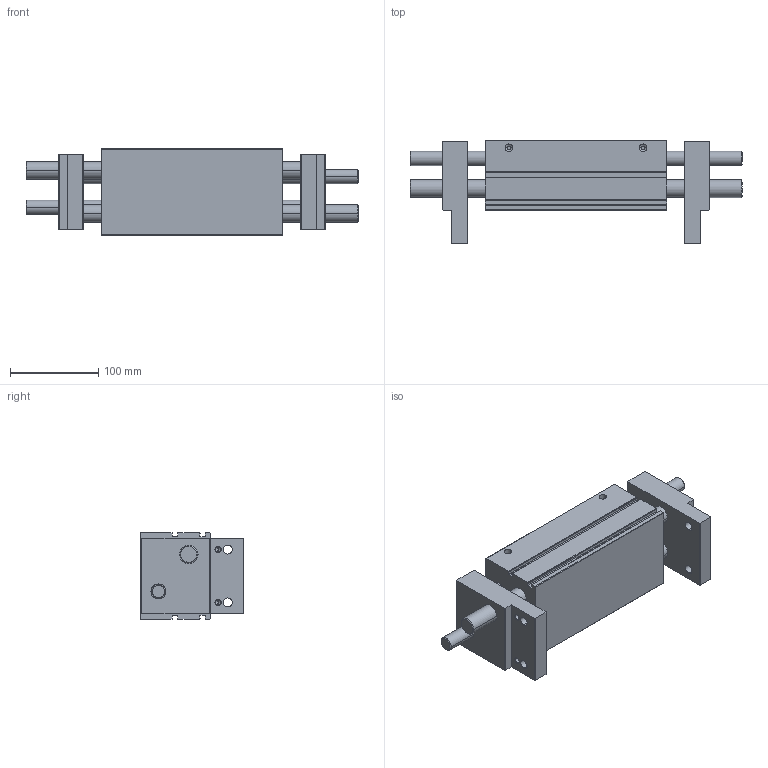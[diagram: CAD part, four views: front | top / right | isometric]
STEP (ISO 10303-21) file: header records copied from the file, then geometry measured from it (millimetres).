
FILE_DESCRIPTION (( 'STEP AP203' ), '1' );
FILE_NAME ('PLE-40 C 80+80.STEP', '2007-03-17T10:19:27', ( 'Utente' ), ( '' ), 'SwSTEP 2.0', 'SolidWorks 2004231', '' );
FILE_SCHEMA (( 'CONFIG_CONTROL_DESIGN' ));
Length unit declared in the file: millimetre
Products named in the file (3): Griffa; PLE-40 C 80+80; Corpo
Assembly tree (3 placements, depth 2):
  PLE-40 C 80+80
    Griffa  x2
    Corpo
Bounding box: 376 x 117 x 98 mm (x, y, z)
Volume: 2119971.7 mm3; surface area: 285309.2 mm2
Topology: 3 solids, 3 shells, 228 faces, 589 edges, 356 vertices
Faces by surface type: plane 88, cylinder 79, cone 61
Entity records: 6186 total; most frequent: CARTESIAN_POINT 1317, DIRECTION 961, ORIENTED_EDGE 924, EDGE_CURVE 462, AXIS2_PLACEMENT_3D 328, VECTOR 305, LINE 305, VERTEX_POINT 292
